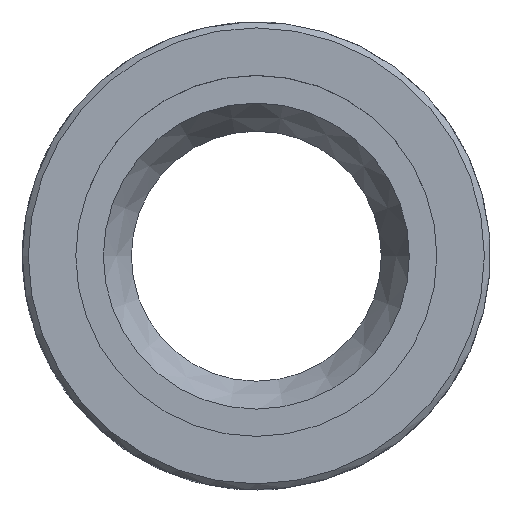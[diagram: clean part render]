
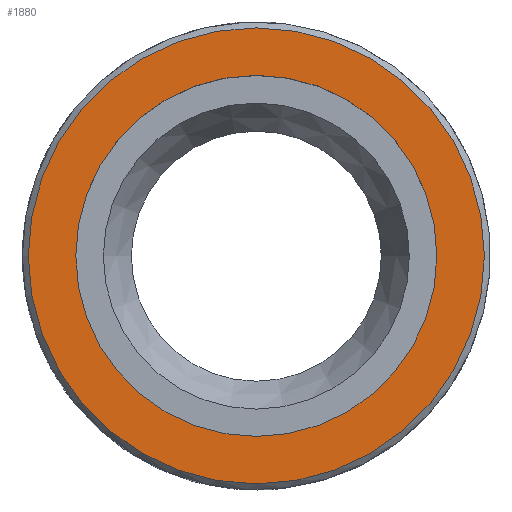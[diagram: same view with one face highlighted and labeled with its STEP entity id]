
A CAD part, top view. The second image highlights one B-rep face of the part: STEP entity #1880.
In plain terms, the highlighted planar face has unit normal (0, 0, 1).
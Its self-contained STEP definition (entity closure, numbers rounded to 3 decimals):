
#87=PLANE('',#2039);
#539=ORIENTED_EDGE('',*,*,#817,.T.);
#540=ORIENTED_EDGE('',*,*,#775,.F.);
#775=EDGE_CURVE('',#946,#946,#1008,.T.);
#817=EDGE_CURVE('',#952,#952,#1035,.T.);
#946=VERTEX_POINT('',#2840);
#952=VERTEX_POINT('',#2917);
#1008=CIRCLE('',#1984,30.55);
#1035=CIRCLE('',#2040,24.188);
#1118=EDGE_LOOP('',(#539));
#1119=EDGE_LOOP('',(#540));
#1214=FACE_BOUND('',#1118,.T.);
#1215=FACE_BOUND('',#1119,.T.);
#1880=ADVANCED_FACE('',(#1214,#1215),#87,.F.);
#1984=AXIS2_PLACEMENT_3D('',#2839,#2302,#2303);
#2039=AXIS2_PLACEMENT_3D('',#2915,#2427,#2428);
#2040=AXIS2_PLACEMENT_3D('',#2916,#2429,#2430);
#2302=DIRECTION('',(0.,0.,-1.));
#2303=DIRECTION('',(-1.,0.,0.));
#2427=DIRECTION('',(0.,0.,-1.));
#2428=DIRECTION('',(-1.,0.,0.));
#2429=DIRECTION('',(0.,0.,-1.));
#2430=DIRECTION('',(1.,0.,0.));
#2839=CARTESIAN_POINT('',(0.,0.,25.5));
#2840=CARTESIAN_POINT('',(-30.55,0.,25.5));
#2915=CARTESIAN_POINT('',(31.35,0.,25.5));
#2916=CARTESIAN_POINT('',(0.,0.,25.5));
#2917=CARTESIAN_POINT('',(24.188,0.,25.5));
